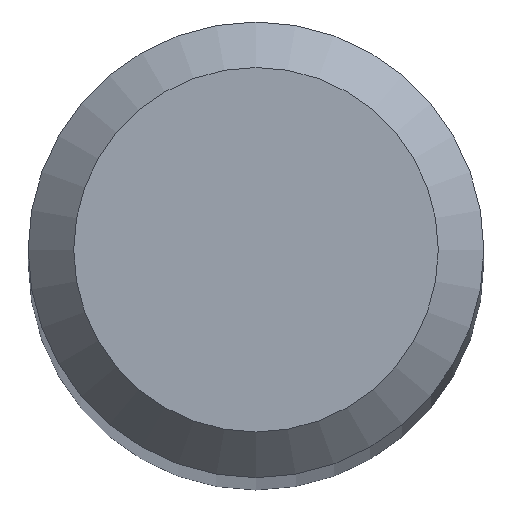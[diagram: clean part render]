
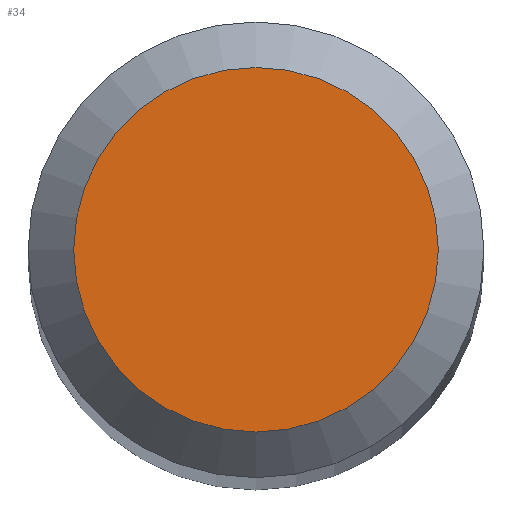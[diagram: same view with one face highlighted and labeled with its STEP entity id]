
A CAD part, top view. The second image highlights one B-rep face of the part: STEP entity #34.
In plain terms, the highlighted planar face has unit normal (0, 0, 1).
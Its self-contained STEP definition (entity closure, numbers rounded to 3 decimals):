
#13 = PLANE ( 'NONE',  #158 ) ;
#25 = DIRECTION ( 'NONE',  ( 0., 0., -1. ) ) ;
#34 = ADVANCED_FACE ( 'NONE', ( #190 ), #13, .F. ) ;
#53 = AXIS2_PLACEMENT_3D ( 'NONE', #217, #25, #152 ) ;
#91 = DIRECTION ( 'NONE',  ( 0., 1., 0. ) ) ;
#110 = DIRECTION ( 'NONE',  ( 0., 0., -1. ) ) ;
#111 = ORIENTED_EDGE ( 'NONE', *, *, #199, .F. ) ;
#152 = DIRECTION ( 'NONE',  ( 0., 1., 0. ) ) ;
#158 = AXIS2_PLACEMENT_3D ( 'NONE', #297, #110, #91 ) ;
#159 = EDGE_LOOP ( 'NONE', ( #111 ) ) ;
#165 = VERTEX_POINT ( 'NONE', #189 ) ;
#189 = CARTESIAN_POINT ( 'NONE',  ( 0., 0.6, 30. ) ) ;
#190 = FACE_OUTER_BOUND ( 'NONE', #159, .T. ) ;
#199 = EDGE_CURVE ( 'NONE', #165, #165, #301, .T. ) ;
#217 = CARTESIAN_POINT ( 'NONE',  ( 0., 0., 30. ) ) ;
#297 = CARTESIAN_POINT ( 'NONE',  ( 0., 0., 30. ) ) ;
#301 = CIRCLE ( 'NONE', #53, 0.6 ) ;
